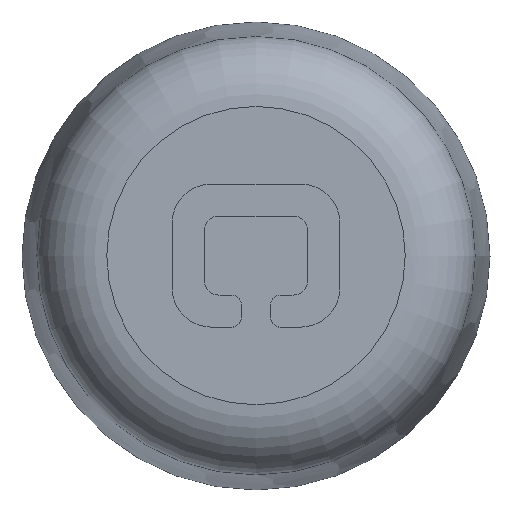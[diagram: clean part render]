
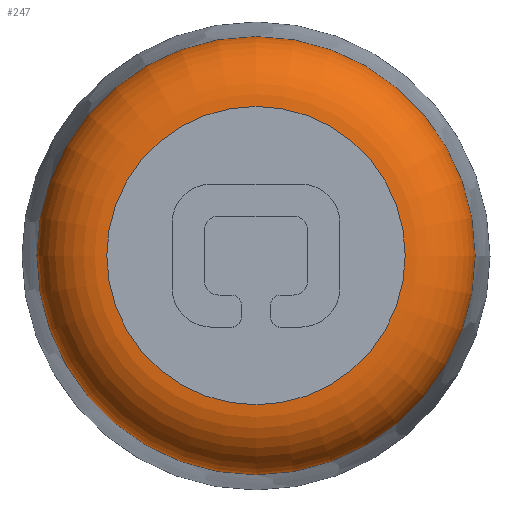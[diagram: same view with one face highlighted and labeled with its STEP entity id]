
A CAD part, top view. The second image highlights one B-rep face of the part: STEP entity #247.
In plain terms, the highlighted toroidal (fillet/blend) face has major radius 6.376 mm and minor radius 3 mm.
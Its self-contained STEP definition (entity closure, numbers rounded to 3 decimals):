
#247=ADVANCED_FACE('',(#522,#524),#526,.T.);
#522=FACE_OUTER_BOUND('',#523,.T.);
#523=EDGE_LOOP('',(#741));
#524=FACE_OUTER_BOUND('',#525,.T.);
#525=EDGE_LOOP('',(#742));
#526=TOROIDAL_SURFACE('',#527,6.376,3.);
#527=AXIS2_PLACEMENT_3D('',#528,#529,#530);
#528=CARTESIAN_POINT('',(0.,0.,7.));
#529=DIRECTION('',(-0.,-0.,1.));
#530=DIRECTION('',(1.,0.,0.));
#741=ORIENTED_EDGE('',*,*,#867,.T.);
#742=ORIENTED_EDGE('',*,*,#798,.F.);
#798=EDGE_CURVE('',#879,#879,#880,.T.);
#867=EDGE_CURVE('',#997,#997,#998,.T.);
#879=VERTEX_POINT('',#1017);
#880=CIRCLE('',#1018,6.376);
#997=VERTEX_POINT('',#1294);
#998=CIRCLE('',#1295,9.365);
#1017=CARTESIAN_POINT('',(6.376,0.,10.));
#1018=AXIS2_PLACEMENT_3D('',#1019,#1020,#1021);
#1019=CARTESIAN_POINT('',(0.,0.,10.));
#1020=DIRECTION('',(0.,0.,1.));
#1021=DIRECTION('',(1.,0.,0.));
#1294=CARTESIAN_POINT('',(9.365,0.,7.261));
#1295=AXIS2_PLACEMENT_3D('',#1296,#1297,#1298);
#1296=CARTESIAN_POINT('',(0.,0.,7.261));
#1297=DIRECTION('',(0.,0.,1.));
#1298=DIRECTION('',(1.,0.,0.));
